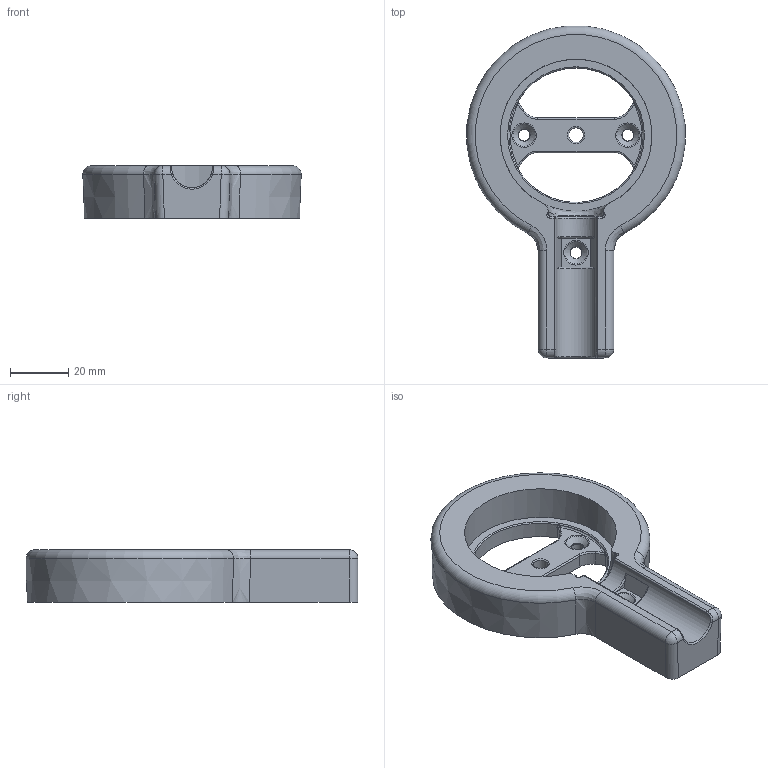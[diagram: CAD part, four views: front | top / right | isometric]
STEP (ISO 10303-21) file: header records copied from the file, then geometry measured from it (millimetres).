
FILE_DESCRIPTION(/* description */ ('STEP AP242','CAx-IF Rec.Pracs.---Representation and Presentation of Product Manufacturing Information (PMI)---4.0---2014-10-13','CAx-IF Rec.Pracs.---3D Tessellated Geometry---0.4---2014-09-14','2;1'),/* implementation_level */ '2;1');
FILE_NAME(/* name */ '67d14ee0f693b77b5f5c2689',/* time_stamp */ '2025-03-12T09:07:45Z',/* author */ (''),/* organization */ (''),/* preprocessor_version */ 'ST-DEVELOPER v20',/* originating_system */ 'ONSHAPE BY PTC INC, 1.194',/* authorisation */ ' ');
FILE_SCHEMA (('AP242_MANAGED_MODEL_BASED_3D_ENGINEERING_MIM_LF { 1 0 10303 442 1 1 4 }'));
Length unit declared in the file: metre
Products named in the file (1): MOLLY_V2
Bounding box: 75.04 x 113.98 x 18 mm (x, y, z)
Volume: 59251.1 mm3; surface area: 17414.1 mm2
Topology: 1 solids, 1 shells, 95 faces, 241 edges, 144 vertices
Faces by surface type: cylinder 31, plane 21, torus 21, bspline 13, cone 5, sphere 4
Full cylindrical faces by diameter (mm): 4 x3, 5 x1, 46.2 x1
Entity records: 2964 total; most frequent: CARTESIAN_POINT 846, DIRECTION 431, ORIENTED_EDGE 426, EDGE_CURVE 213, AXIS2_PLACEMENT_3D 181, VERTEX_POINT 136, EDGE_LOOP 123, FACE_BOUND 123
